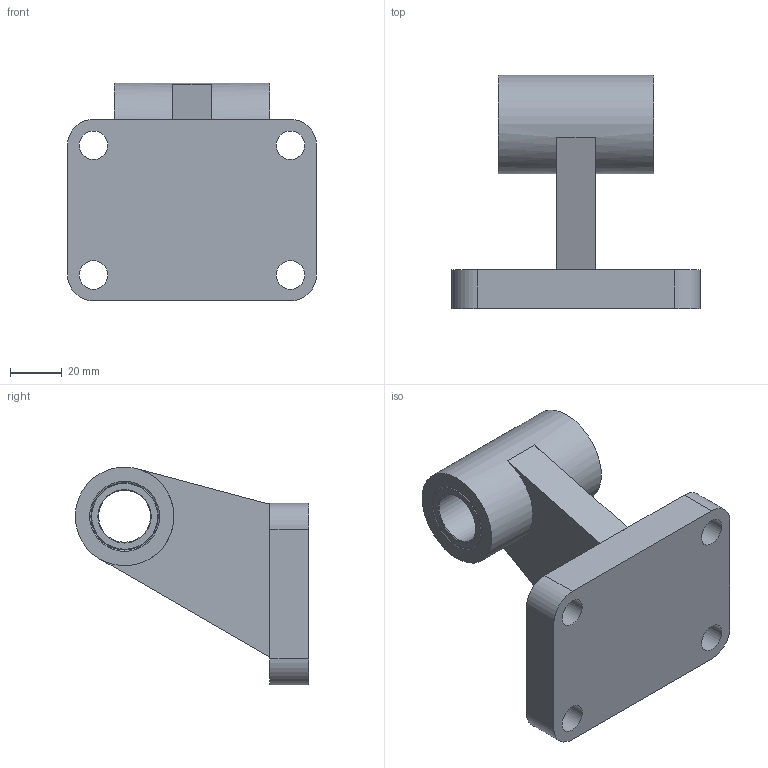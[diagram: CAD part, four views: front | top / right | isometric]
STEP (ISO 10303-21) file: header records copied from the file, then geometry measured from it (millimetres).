
FILE_DESCRIPTION(/* description */ ('STEP AP214'),/* implementation_level */ '2;1');
FILE_NAME(/* name */ '161845_CRLNG-100',/* time_stamp */ '2024-08-08T18:51:02+02:00',/* author */ ('License CC BY-ND 4.0'),/* organization */ ('CADENAS'),/* preprocessor_version */ 'ST-DEVELOPER v19.3',/* originating_system */ 'PARTsolutions',/* authorisation */ ' ');
FILE_SCHEMA (('AUTOMOTIVE_DESIGN {1 0 10303 214 3 1 1}'));
Length unit declared in the file: millimetre
Products named in the file (1): 161845 CRLNG-100
Bounding box: 96 x 90 x 84 mm (x, y, z)
Volume: 176671 mm3; surface area: 36440.5 mm2
Topology: 1 solids, 1 shells, 32 faces, 75 edges, 48 vertices
Faces by surface type: plane 14, cylinder 12, cone 6
Full cylindrical faces by diameter (mm): 11 x4, 20 x1, 26 x2, 38 x1
Entity records: 1098 total; most frequent: DIRECTION 156, CARTESIAN_POINT 137, ORIENTED_EDGE 116, AXIS2_PLACEMENT_3D 65, EDGE_LOOP 60, FACE_BOUND 60, EDGE_CURVE 58, VERTEX_POINT 46
